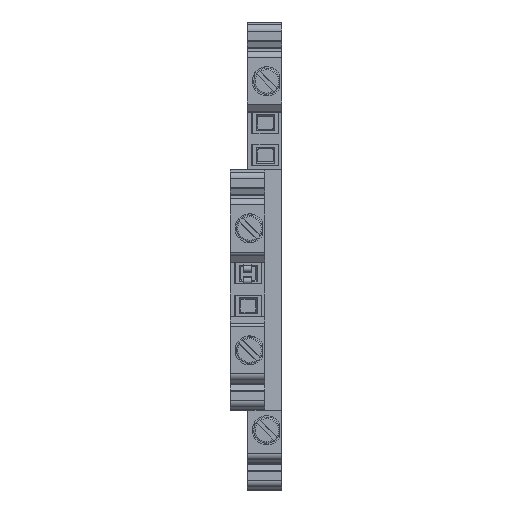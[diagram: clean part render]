
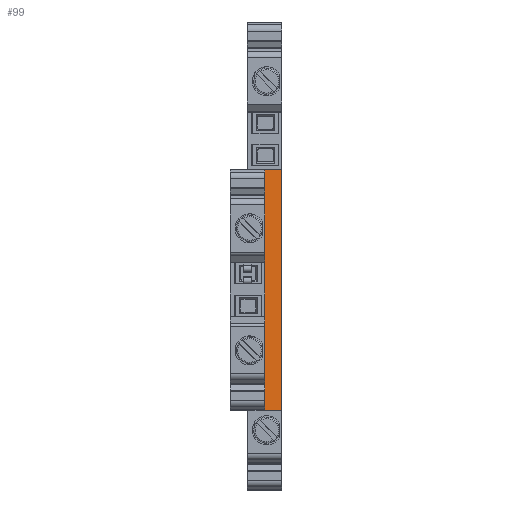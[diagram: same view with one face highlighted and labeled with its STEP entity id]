
A CAD part, top view. The second image highlights one B-rep face of the part: STEP entity #99.
In plain terms, the highlighted planar face has unit normal (0.707, 0, 0.707).
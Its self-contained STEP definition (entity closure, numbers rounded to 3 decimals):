
#99=ADVANCED_FACE('',(#615),#616,.F.);
#615=FACE_OUTER_BOUND('',#1555,.T.);
#616=PLANE('',#1556);
#1555=EDGE_LOOP('',(#3092,#3093,#3094,#3095));
#1556=AXIS2_PLACEMENT_3D('',#3096,#3097,#3098);
#3092=ORIENTED_EDGE('',*,*,#6830,.F.);
#3093=ORIENTED_EDGE('',*,*,#6829,.T.);
#3094=ORIENTED_EDGE('',*,*,#6831,.T.);
#3095=ORIENTED_EDGE('',*,*,#6832,.T.);
#3096=CARTESIAN_POINT('',(4.908,-4.2,28.667));
#3097=DIRECTION('',(-0.707,0.,-0.707));
#3098=DIRECTION('',(0.707,0.,-0.707));
#6829=EDGE_CURVE('',#8391,#8506,#8508,.T.);
#6830=EDGE_CURVE('',#8391,#8509,#8510,.T.);
#6831=EDGE_CURVE('',#8506,#8511,#8512,.T.);
#6832=EDGE_CURVE('',#8511,#8509,#8513,.T.);
#8391=VERTEX_POINT('',#10856);
#8506=VERTEX_POINT('',#11006);
#8508=LINE('',#11009,#11010);
#8509=VERTEX_POINT('',#11011);
#8510=LINE('',#11012,#11013);
#8511=VERTEX_POINT('',#11014);
#8512=LINE('',#11015,#11016);
#8513=LINE('',#11017,#11018);
#10856=CARTESIAN_POINT('',(2.575,-4.35,31.));
#11006=CARTESIAN_POINT('',(2.575,-40.35,31.0));
#11009=CARTESIAN_POINT('',(2.575,-4.35,31.));
#11010=VECTOR('',#14231,36.);
#11011=CARTESIAN_POINT('',(5.15,-4.35,28.425));
#11012=CARTESIAN_POINT('',(2.575,-4.35,31.));
#11013=VECTOR('',#14232,3.642);
#11014=CARTESIAN_POINT('',(5.15,-40.488,28.425));
#11015=CARTESIAN_POINT('',(2.575,-40.35,31.0));
#11016=VECTOR('',#14233,3.644);
#11017=CARTESIAN_POINT('',(5.15,-40.488,28.425));
#11018=VECTOR('',#14234,36.138);
#14231=DIRECTION('',(0.,-1.0,0.));
#14232=DIRECTION('',(0.707,0.,-0.707));
#14233=DIRECTION('',(0.707,-0.038,-0.707));
#14234=DIRECTION('',(0.,1.0,0.));
